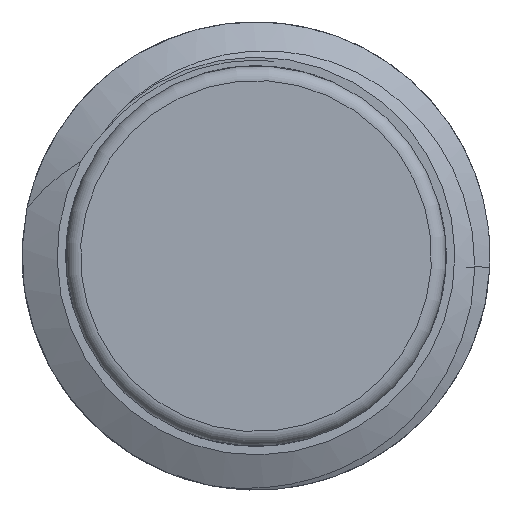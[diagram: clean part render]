
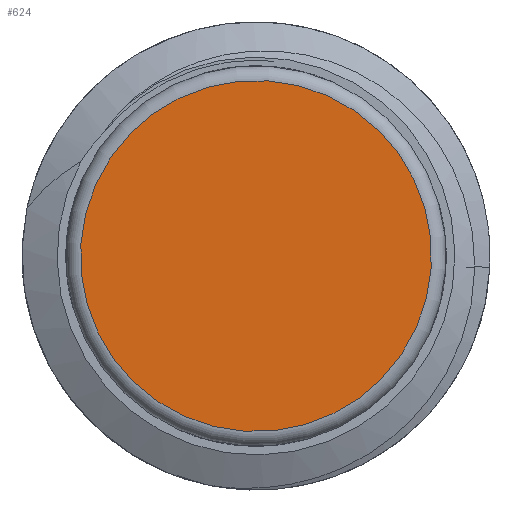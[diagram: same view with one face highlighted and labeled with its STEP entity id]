
A CAD part, left-side view. The second image highlights one B-rep face of the part: STEP entity #624.
In plain terms, the highlighted planar face has unit normal (-1, 0, 0).
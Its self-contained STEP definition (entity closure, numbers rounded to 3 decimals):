
#44=PLANE('',#687);
#51=FACE_OUTER_BOUND('',#90,.T.);
#90=EDGE_LOOP('',(#409));
#133=CIRCLE('',#688,3.);
#258=VERTEX_POINT('',#1066);
#318=EDGE_CURVE('',#258,#258,#133,.T.);
#409=ORIENTED_EDGE('',*,*,#318,.T.);
#624=ADVANCED_FACE('',(#51),#44,.T.);
#687=AXIS2_PLACEMENT_3D('',#1065,#741,#742);
#688=AXIS2_PLACEMENT_3D('',#1067,#743,#744);
#741=DIRECTION('center_axis',(-1.,0.,0.));
#742=DIRECTION('ref_axis',(0.,-0.406,0.914));
#743=DIRECTION('center_axis',(-1.,0.,0.));
#744=DIRECTION('ref_axis',(0.,0.914,0.406));
#1065=CARTESIAN_POINT('Origin',(-0.3,1.37,0.61));
#1066=CARTESIAN_POINT('',(-0.3,1.219,-2.741));
#1067=CARTESIAN_POINT('Origin',(-0.3,0.,
0.));
